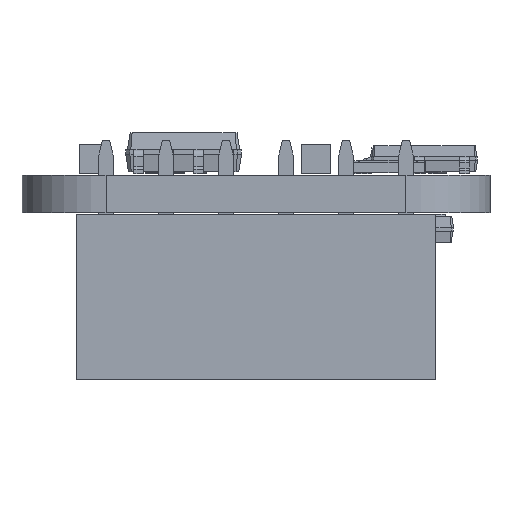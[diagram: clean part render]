
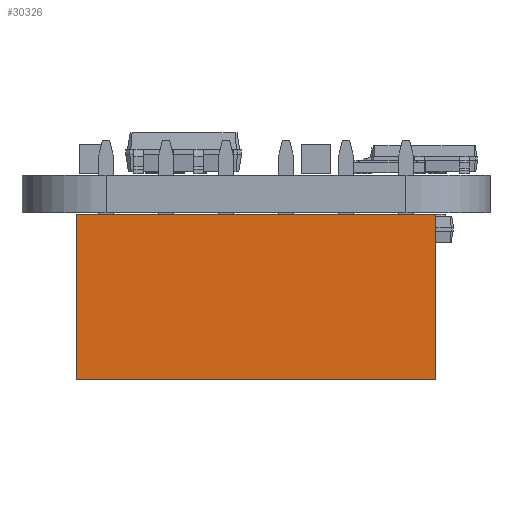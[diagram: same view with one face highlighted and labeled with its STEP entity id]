
A CAD part, left-side view. The second image highlights one B-rep face of the part: STEP entity #30326.
In plain terms, the highlighted face is planar.
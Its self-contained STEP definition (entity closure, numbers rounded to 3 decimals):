
#30326 = ADVANCED_FACE('',(#30327),#30341,.F.);
#30327 = FACE_BOUND('',#30328,.F.);
#30328 = EDGE_LOOP('',(#30329,#30364,#30392,#30420));
#30329 = ORIENTED_EDGE('',*,*,#30330,.T.);
#30330 = EDGE_CURVE('',#30331,#30333,#30335,.T.);
#30331 = VERTEX_POINT('',#30332);
#30332 = CARTESIAN_POINT('',(1.27,-13.97,0.));
#30333 = VERTEX_POINT('',#30334);
#30334 = CARTESIAN_POINT('',(1.27,-13.97,7.));
#30335 = SURFACE_CURVE('',#30336,(#30340,#30352),.PCURVE_S1.);
#30336 = LINE('',#30337,#30338);
#30337 = CARTESIAN_POINT('',(1.27,-13.97,0.));
#30338 = VECTOR('',#30339,1.);
#30339 = DIRECTION('',(0.,0.,1.));
#30340 = PCURVE('',#30341,#30346);
#30341 = PLANE('',#30342);
#30342 = AXIS2_PLACEMENT_3D('',#30343,#30344,#30345);
#30343 = CARTESIAN_POINT('',(1.27,-13.97,0.));
#30344 = DIRECTION('',(-1.,0.,0.));
#30345 = DIRECTION('',(0.,1.,0.));
#30346 = DEFINITIONAL_REPRESENTATION('',(#30347),#30351);
#30347 = LINE('',#30348,#30349);
#30348 = CARTESIAN_POINT('',(0.,0.));
#30349 = VECTOR('',#30350,1.);
#30350 = DIRECTION('',(0.,-1.));
#30351 = ( GEOMETRIC_REPRESENTATION_CONTEXT(2) 
PARAMETRIC_REPRESENTATION_CONTEXT() REPRESENTATION_CONTEXT('2D SPACE',''
  ) );
#30352 = PCURVE('',#30353,#30358);
#30353 = PLANE('',#30354);
#30354 = AXIS2_PLACEMENT_3D('',#30355,#30356,#30357);
#30355 = CARTESIAN_POINT('',(-1.27,-13.97,0.));
#30356 = DIRECTION('',(0.,1.,0.));
#30357 = DIRECTION('',(1.,0.,0.));
#30358 = DEFINITIONAL_REPRESENTATION('',(#30359),#30363);
#30359 = LINE('',#30360,#30361);
#30360 = CARTESIAN_POINT('',(2.54,0.));
#30361 = VECTOR('',#30362,1.);
#30362 = DIRECTION('',(0.,-1.));
#30363 = ( GEOMETRIC_REPRESENTATION_CONTEXT(2) 
PARAMETRIC_REPRESENTATION_CONTEXT() REPRESENTATION_CONTEXT('2D SPACE',''
  ) );
#30364 = ORIENTED_EDGE('',*,*,#30365,.T.);
#30365 = EDGE_CURVE('',#30333,#30366,#30368,.T.);
#30366 = VERTEX_POINT('',#30367);
#30367 = CARTESIAN_POINT('',(1.27,1.27,7.));
#30368 = SURFACE_CURVE('',#30369,(#30373,#30380),.PCURVE_S1.);
#30369 = LINE('',#30370,#30371);
#30370 = CARTESIAN_POINT('',(1.27,-13.97,7.));
#30371 = VECTOR('',#30372,1.);
#30372 = DIRECTION('',(0.,1.,0.));
#30373 = PCURVE('',#30341,#30374);
#30374 = DEFINITIONAL_REPRESENTATION('',(#30375),#30379);
#30375 = LINE('',#30376,#30377);
#30376 = CARTESIAN_POINT('',(0.,-7.));
#30377 = VECTOR('',#30378,1.);
#30378 = DIRECTION('',(1.,0.));
#30379 = ( GEOMETRIC_REPRESENTATION_CONTEXT(2) 
PARAMETRIC_REPRESENTATION_CONTEXT() REPRESENTATION_CONTEXT('2D SPACE',''
  ) );
#30380 = PCURVE('',#30381,#30386);
#30381 = PLANE('',#30382);
#30382 = AXIS2_PLACEMENT_3D('',#30383,#30384,#30385);
#30383 = CARTESIAN_POINT('',(1.27,-13.97,7.));
#30384 = DIRECTION('',(0.,0.,-1.));
#30385 = DIRECTION('',(0.,-1.,0.));
#30386 = DEFINITIONAL_REPRESENTATION('',(#30387),#30391);
#30387 = LINE('',#30388,#30389);
#30388 = CARTESIAN_POINT('',(0.,0.));
#30389 = VECTOR('',#30390,1.);
#30390 = DIRECTION('',(-1.,0.));
#30391 = ( GEOMETRIC_REPRESENTATION_CONTEXT(2) 
PARAMETRIC_REPRESENTATION_CONTEXT() REPRESENTATION_CONTEXT('2D SPACE',''
  ) );
#30392 = ORIENTED_EDGE('',*,*,#30393,.F.);
#30393 = EDGE_CURVE('',#30394,#30366,#30396,.T.);
#30394 = VERTEX_POINT('',#30395);
#30395 = CARTESIAN_POINT('',(1.27,1.27,0.));
#30396 = SURFACE_CURVE('',#30397,(#30401,#30408),.PCURVE_S1.);
#30397 = LINE('',#30398,#30399);
#30398 = CARTESIAN_POINT('',(1.27,1.27,0.));
#30399 = VECTOR('',#30400,1.);
#30400 = DIRECTION('',(0.,0.,1.));
#30401 = PCURVE('',#30341,#30402);
#30402 = DEFINITIONAL_REPRESENTATION('',(#30403),#30407);
#30403 = LINE('',#30404,#30405);
#30404 = CARTESIAN_POINT('',(15.24,0.));
#30405 = VECTOR('',#30406,1.);
#30406 = DIRECTION('',(0.,-1.));
#30407 = ( GEOMETRIC_REPRESENTATION_CONTEXT(2) 
PARAMETRIC_REPRESENTATION_CONTEXT() REPRESENTATION_CONTEXT('2D SPACE',''
  ) );
#30408 = PCURVE('',#30409,#30414);
#30409 = PLANE('',#30410);
#30410 = AXIS2_PLACEMENT_3D('',#30411,#30412,#30413);
#30411 = CARTESIAN_POINT('',(1.27,1.27,0.));
#30412 = DIRECTION('',(0.,-1.,0.));
#30413 = DIRECTION('',(-1.,0.,0.));
#30414 = DEFINITIONAL_REPRESENTATION('',(#30415),#30419);
#30415 = LINE('',#30416,#30417);
#30416 = CARTESIAN_POINT('',(0.,0.));
#30417 = VECTOR('',#30418,1.);
#30418 = DIRECTION('',(0.,-1.));
#30419 = ( GEOMETRIC_REPRESENTATION_CONTEXT(2) 
PARAMETRIC_REPRESENTATION_CONTEXT() REPRESENTATION_CONTEXT('2D SPACE',''
  ) );
#30420 = ORIENTED_EDGE('',*,*,#30421,.F.);
#30421 = EDGE_CURVE('',#30331,#30394,#30422,.T.);
#30422 = SURFACE_CURVE('',#30423,(#30427,#30434),.PCURVE_S1.);
#30423 = LINE('',#30424,#30425);
#30424 = CARTESIAN_POINT('',(1.27,-13.97,0.));
#30425 = VECTOR('',#30426,1.);
#30426 = DIRECTION('',(0.,1.,0.));
#30427 = PCURVE('',#30341,#30428);
#30428 = DEFINITIONAL_REPRESENTATION('',(#30429),#30433);
#30429 = LINE('',#30430,#30431);
#30430 = CARTESIAN_POINT('',(0.,0.));
#30431 = VECTOR('',#30432,1.);
#30432 = DIRECTION('',(1.,0.));
#30433 = ( GEOMETRIC_REPRESENTATION_CONTEXT(2) 
PARAMETRIC_REPRESENTATION_CONTEXT() REPRESENTATION_CONTEXT('2D SPACE',''
  ) );
#30434 = PCURVE('',#30435,#30440);
#30435 = PLANE('',#30436);
#30436 = AXIS2_PLACEMENT_3D('',#30437,#30438,#30439);
#30437 = CARTESIAN_POINT('',(1.27,-13.97,0.));
#30438 = DIRECTION('',(0.,0.,-1.));
#30439 = DIRECTION('',(0.,-1.,0.));
#30440 = DEFINITIONAL_REPRESENTATION('',(#30441),#30445);
#30441 = LINE('',#30442,#30443);
#30442 = CARTESIAN_POINT('',(0.,0.));
#30443 = VECTOR('',#30444,1.);
#30444 = DIRECTION('',(-1.,0.));
#30445 = ( GEOMETRIC_REPRESENTATION_CONTEXT(2) 
PARAMETRIC_REPRESENTATION_CONTEXT() REPRESENTATION_CONTEXT('2D SPACE',''
  ) );
